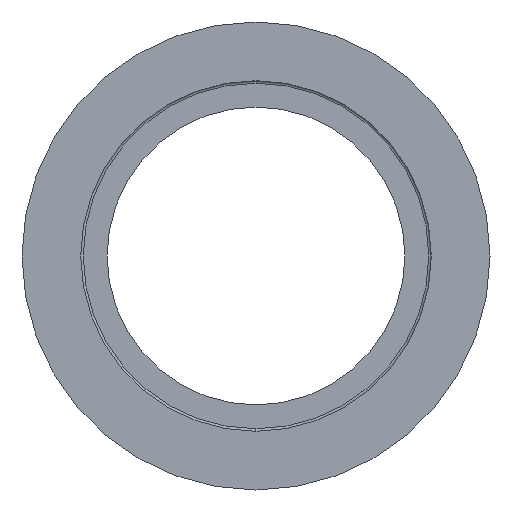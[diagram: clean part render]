
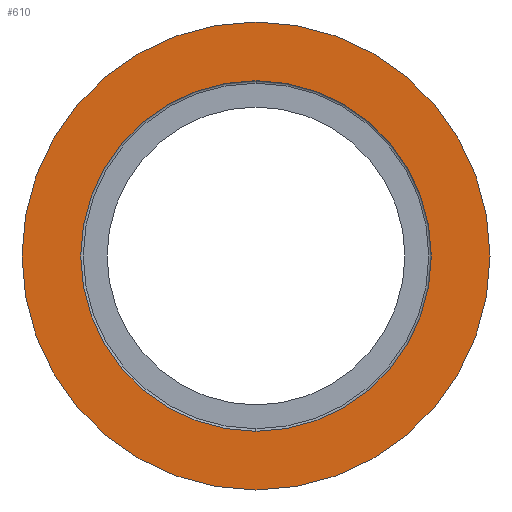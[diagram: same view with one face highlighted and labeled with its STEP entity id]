
A CAD part, left-side view. The second image highlights one B-rep face of the part: STEP entity #610.
In plain terms, the highlighted planar face has unit normal (-1, 0, 0).
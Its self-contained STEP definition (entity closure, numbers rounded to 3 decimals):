
#9 = CARTESIAN_POINT ( 'NONE',  ( 0., 0., -20.6 ) ) ;
#11 = AXIS2_PLACEMENT_3D ( 'NONE', #153, #507, #203 ) ;
#32 = CARTESIAN_POINT ( 'NONE',  ( 0., 0., -27.5 ) ) ;
#44 = DIRECTION ( 'NONE',  ( 0., 0., 1. ) ) ;
#56 = AXIS2_PLACEMENT_3D ( 'NONE', #134, #492, #186 ) ;
#58 = DIRECTION ( 'NONE',  ( 1., 0., 0. ) ) ;
#72 = CARTESIAN_POINT ( 'NONE',  ( 0., 0., 20.6 ) ) ;
#76 = FACE_BOUND ( 'NONE', #482, .T. ) ;
#88 = DIRECTION ( 'NONE',  ( -1., 0., 0. ) ) ;
#116 = ORIENTED_EDGE ( 'NONE', *, *, #452, .T. ) ;
#134 = CARTESIAN_POINT ( 'NONE',  ( 0., 0., 0. ) ) ;
#153 = CARTESIAN_POINT ( 'NONE',  ( 0., 0., 0. ) ) ;
#166 = VERTEX_POINT ( 'NONE', #9 ) ;
#183 = FACE_OUTER_BOUND ( 'NONE', #389, .T. ) ;
#186 = DIRECTION ( 'NONE',  ( 0., 0., 1. ) ) ;
#203 = DIRECTION ( 'NONE',  ( 0., 0., 1. ) ) ;
#210 = VERTEX_POINT ( 'NONE', #253 ) ;
#216 = CIRCLE ( 'NONE', #382, 27.5 ) ;
#222 = ORIENTED_EDGE ( 'NONE', *, *, #503, .F. ) ;
#223 = AXIS2_PLACEMENT_3D ( 'NONE', #570, #88, #461 ) ;
#253 = CARTESIAN_POINT ( 'NONE',  ( 0., 0., 27.5 ) ) ;
#283 = ORIENTED_EDGE ( 'NONE', *, *, #627, .T. ) ;
#334 = CIRCLE ( 'NONE', #56, 20.6 ) ;
#336 = VERTEX_POINT ( 'NONE', #72 ) ;
#350 = DIRECTION ( 'NONE',  ( -1., 0., 0. ) ) ;
#372 = PLANE ( 'NONE',  #577 ) ;
#382 = AXIS2_PLACEMENT_3D ( 'NONE', #626, #350, #44 ) ;
#388 = ORIENTED_EDGE ( 'NONE', *, *, #398, .F. ) ;
#389 = EDGE_LOOP ( 'NONE', ( #283, #116 ) ) ;
#398 = EDGE_CURVE ( 'NONE', #166, #336, #623, .T. ) ;
#403 = VERTEX_POINT ( 'NONE', #32 ) ;
#425 = DIRECTION ( 'NONE',  ( 0., 0., -1. ) ) ;
#452 = EDGE_CURVE ( 'NONE', #403, #210, #216, .T. ) ;
#456 = CIRCLE ( 'NONE', #11, 27.5 ) ;
#461 = DIRECTION ( 'NONE',  ( 0., 0., 1. ) ) ;
#482 = EDGE_LOOP ( 'NONE', ( #222, #388 ) ) ;
#492 = DIRECTION ( 'NONE',  ( -1., 0., 0. ) ) ;
#503 = EDGE_CURVE ( 'NONE', #336, #166, #334, .T. ) ;
#507 = DIRECTION ( 'NONE',  ( -1., 0., 0. ) ) ;
#570 = CARTESIAN_POINT ( 'NONE',  ( 0., 0., 0. ) ) ;
#577 = AXIS2_PLACEMENT_3D ( 'NONE', #598, #58, #425 ) ;
#598 = CARTESIAN_POINT ( 'NONE',  ( 0., 0., -20.6 ) ) ;
#610 = ADVANCED_FACE ( 'NONE', ( #76, #183 ), #372, .F. ) ;
#623 = CIRCLE ( 'NONE', #223, 20.6 ) ;
#626 = CARTESIAN_POINT ( 'NONE',  ( 0., 0., 0. ) ) ;
#627 = EDGE_CURVE ( 'NONE', #210, #403, #456, .T. ) ;
